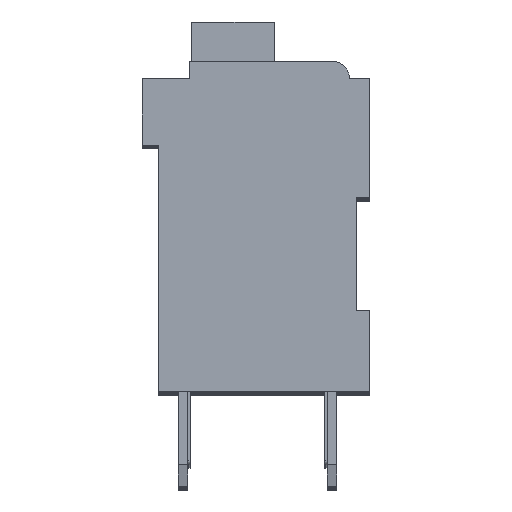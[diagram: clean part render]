
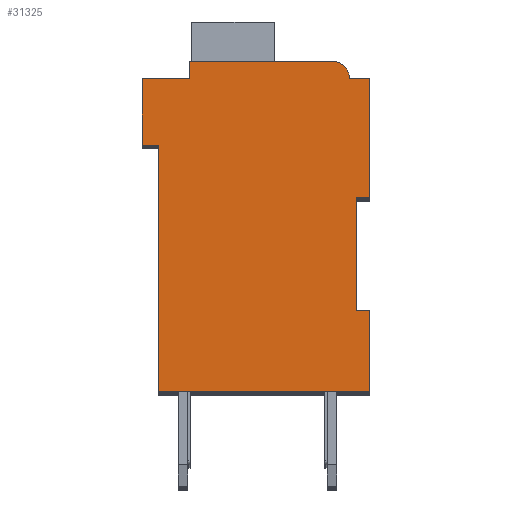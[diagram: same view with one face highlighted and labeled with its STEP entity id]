
A CAD part, top view. The second image highlights one B-rep face of the part: STEP entity #31325.
In plain terms, the highlighted planar face has unit normal (0, 0, 1).
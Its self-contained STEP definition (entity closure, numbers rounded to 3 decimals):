
#7462=DIRECTION('',(1.,0.,0.));
#7463=VECTOR('',#7462,0.5);
#7464=CARTESIAN_POINT('',(7.3,7.15,2.1));
#7465=LINE('',#7464,#7463);
#7466=DIRECTION('',(0.,1.,0.));
#7467=VECTOR('',#7466,4.15);
#7468=CARTESIAN_POINT('',(7.3,3.,2.1));
#7469=LINE('',#7468,#7467);
#7470=DIRECTION('',(-1.,0.,0.));
#7471=VECTOR('',#7470,0.5);
#7472=CARTESIAN_POINT('',(7.8,3.,2.1));
#7473=LINE('',#7472,#7471);
#7474=DIRECTION('',(0.,1.,0.));
#7475=VECTOR('',#7474,3.);
#7476=CARTESIAN_POINT('',(7.8,0.,2.1));
#7477=LINE('',#7476,#7475);
#7478=DIRECTION('',(1.,0.,0.));
#7479=VECTOR('',#7478,7.8);
#7480=CARTESIAN_POINT('',(0.,0.,2.1));
#7481=LINE('',#7480,#7479);
#7482=DIRECTION('',(0.,-1.,0.));
#7483=VECTOR('',#7482,9.1);
#7484=CARTESIAN_POINT('',(0.,9.1,2.1));
#7485=LINE('',#7484,#7483);
#7486=DIRECTION('',(1.,0.,0.));
#7487=VECTOR('',#7486,0.6);
#7488=CARTESIAN_POINT('',(-0.6,9.1,2.1));
#7489=LINE('',#7488,#7487);
#7490=DIRECTION('',(0.,-1.,0.));
#7491=VECTOR('',#7490,2.45);
#7492=CARTESIAN_POINT('',(-0.6,11.55,2.1));
#7493=LINE('',#7492,#7491);
#7494=DIRECTION('',(-1.,0.,0.));
#7495=VECTOR('',#7494,1.75);
#7496=CARTESIAN_POINT('',(1.15,11.55,2.1));
#7497=LINE('',#7496,#7495);
#7498=DIRECTION('',(0.,-1.,0.));
#7499=VECTOR('',#7498,0.65);
#7500=CARTESIAN_POINT('',(1.15,12.2,2.1));
#7501=LINE('',#7500,#7499);
#7502=DIRECTION('',(-1.,0.,0.));
#7503=VECTOR('',#7502,5.25);
#7504=CARTESIAN_POINT('',(6.4,12.2,2.1));
#7505=LINE('',#7504,#7503);
#7506=CARTESIAN_POINT('',(6.4,11.55,2.1));
#7507=DIRECTION('',(0.,0.,1.));
#7508=DIRECTION('',(1.,0.,0.));
#7509=AXIS2_PLACEMENT_3D('',#7506,#7507,#7508);
#7511=DIRECTION('',(-1.,0.,0.));
#7512=VECTOR('',#7511,0.75);
#7513=CARTESIAN_POINT('',(7.8,11.55,2.1));
#7514=LINE('',#7513,#7512);
#7515=DIRECTION('',(0.,1.,0.));
#7516=VECTOR('',#7515,4.4);
#7517=CARTESIAN_POINT('',(7.8,7.15,2.1));
#7518=LINE('',#7517,#7516);
#18377=CARTESIAN_POINT('',(7.3,7.15,2.1));
#18378=CARTESIAN_POINT('',(7.8,7.15,2.1));
#18379=VERTEX_POINT('',#18377);
#18380=VERTEX_POINT('',#18378);
#18381=CARTESIAN_POINT('',(7.8,11.55,2.1));
#18382=VERTEX_POINT('',#18381);
#18383=CARTESIAN_POINT('',(7.05,11.55,2.1));
#18384=VERTEX_POINT('',#18383);
#18385=CARTESIAN_POINT('',(6.4,12.2,2.1));
#18386=VERTEX_POINT('',#18385);
#18387=CARTESIAN_POINT('',(1.15,12.2,2.1));
#18388=VERTEX_POINT('',#18387);
#18389=CARTESIAN_POINT('',(1.15,11.55,2.1));
#18390=VERTEX_POINT('',#18389);
#18391=CARTESIAN_POINT('',(-0.6,11.55,2.1));
#18392=VERTEX_POINT('',#18391);
#18393=CARTESIAN_POINT('',(-0.6,9.1,2.1));
#18394=VERTEX_POINT('',#18393);
#18395=CARTESIAN_POINT('',(0.,9.1,2.1));
#18396=VERTEX_POINT('',#18395);
#18397=CARTESIAN_POINT('',(0.,0.,2.1));
#18398=VERTEX_POINT('',#18397);
#18399=CARTESIAN_POINT('',(7.8,0.,2.1));
#18400=VERTEX_POINT('',#18399);
#18401=CARTESIAN_POINT('',(7.8,3.,2.1));
#18402=VERTEX_POINT('',#18401);
#18403=CARTESIAN_POINT('',(7.3,3.,2.1));
#18404=VERTEX_POINT('',#18403);
#31304=CARTESIAN_POINT('',(0.,0.,2.1));
#31305=DIRECTION('',(0.,0.,1.));
#31306=DIRECTION('',(1.,0.,0.));
#31307=AXIS2_PLACEMENT_3D('',#31304,#31305,#31306);
#31308=PLANE('',#31307);
#31309=ORIENTED_EDGE('',*,*,#24198,.F.);
#31310=ORIENTED_EDGE('',*,*,#25046,.F.);
#31311=ORIENTED_EDGE('',*,*,#25748,.F.);
#31312=ORIENTED_EDGE('',*,*,#26223,.F.);
#31313=ORIENTED_EDGE('',*,*,#26774,.F.);
#31314=ORIENTED_EDGE('',*,*,#27503,.F.);
#31315=ORIENTED_EDGE('',*,*,#28176,.F.);
#31316=ORIENTED_EDGE('',*,*,#28455,.F.);
#31317=ORIENTED_EDGE('',*,*,#28877,.F.);
#31318=ORIENTED_EDGE('',*,*,#29684,.F.);
#31319=ORIENTED_EDGE('',*,*,#30320,.F.);
#31320=ORIENTED_EDGE('',*,*,#28928,.F.);
#31321=ORIENTED_EDGE('',*,*,#29465,.F.);
#31322=ORIENTED_EDGE('',*,*,#24941,.F.);
#31323=EDGE_LOOP('',(#31309,#31310,#31311,#31312,#31313,#31314,#31315,#31316,
#31317,#31318,#31319,#31320,#31321,#31322));
#31324=FACE_OUTER_BOUND('',#31323,.F.);
#7510=CIRCLE('',#7509,0.65);
#24198=EDGE_CURVE('',#18379,#18380,#7465,.T.);
#24941=EDGE_CURVE('',#18380,#18382,#7518,.T.);
#25046=EDGE_CURVE('',#18404,#18379,#7469,.T.);
#25748=EDGE_CURVE('',#18402,#18404,#7473,.T.);
#26223=EDGE_CURVE('',#18400,#18402,#7477,.T.);
#26774=EDGE_CURVE('',#18398,#18400,#7481,.T.);
#27503=EDGE_CURVE('',#18396,#18398,#7485,.T.);
#28176=EDGE_CURVE('',#18394,#18396,#7489,.T.);
#28455=EDGE_CURVE('',#18392,#18394,#7493,.T.);
#28877=EDGE_CURVE('',#18390,#18392,#7497,.T.);
#28928=EDGE_CURVE('',#18384,#18386,#7510,.T.);
#29465=EDGE_CURVE('',#18382,#18384,#7514,.T.);
#29684=EDGE_CURVE('',#18388,#18390,#7501,.T.);
#30320=EDGE_CURVE('',#18386,#18388,#7505,.T.);
#31325=ADVANCED_FACE('',(#31324),#31308,.T.);
